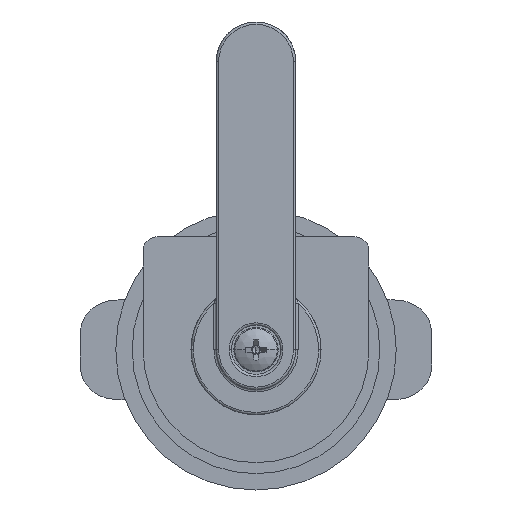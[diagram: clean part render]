
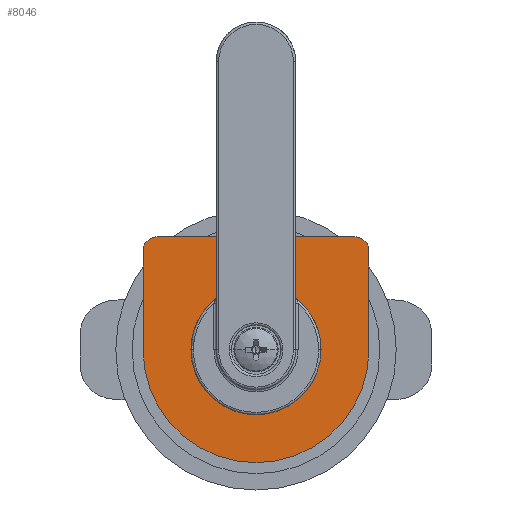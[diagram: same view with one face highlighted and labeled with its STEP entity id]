
A CAD part, front view. The second image highlights one B-rep face of the part: STEP entity #8046.
In plain terms, the highlighted face is planar.
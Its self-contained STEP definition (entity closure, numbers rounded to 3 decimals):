
#67 = DIRECTION ( 'NONE',  ( 0., 1., 0. ) ) ;
#105 = EDGE_CURVE ( 'NONE', #8616, #5032, #4260, .T. ) ;
#252 = DIRECTION ( 'NONE',  ( 1., 0., 0. ) ) ;
#253 = CARTESIAN_POINT ( 'NONE',  ( -24.15, 5.2, 21.15 ) ) ;
#317 = VERTEX_POINT ( 'NONE', #3991 ) ;
#355 = CARTESIAN_POINT ( 'NONE',  ( 0., 5.2, 0. ) ) ;
#483 = FACE_OUTER_BOUND ( 'NONE', #7216, .T. ) ;
#484 = CARTESIAN_POINT ( 'NONE',  ( 21.15, 5.2, 24.15 ) ) ;
#494 = CIRCLE ( 'NONE', #4589, 3. ) ;
#497 = AXIS2_PLACEMENT_3D ( 'NONE', #6475, #6060, #4432 ) ;
#657 = DIRECTION ( 'NONE',  ( 0., 0., 1. ) ) ;
#666 = CARTESIAN_POINT ( 'NONE',  ( 0., 5.2, -11.95 ) ) ;
#772 = CARTESIAN_POINT ( 'NONE',  ( -24.15, 5.2, 0. ) ) ;
#1096 = CIRCLE ( 'NONE', #5752, 24.15 ) ;
#1413 = EDGE_CURVE ( 'NONE', #7761, #8616, #494, .T. ) ;
#1463 = DIRECTION ( 'NONE',  ( 0., 1., 0. ) ) ;
#1527 = AXIS2_PLACEMENT_3D ( 'NONE', #355, #5928, #6647 ) ;
#1547 = EDGE_CURVE ( 'NONE', #3661, #6747, #5746, .T. ) ;
#1641 = ORIENTED_EDGE ( 'NONE', *, *, #8302, .T. ) ;
#1811 = PLANE ( 'NONE',  #497 ) ;
#1820 = ORIENTED_EDGE ( 'NONE', *, *, #7232, .T. ) ;
#1895 = CARTESIAN_POINT ( 'NONE',  ( -21.15, 5.2, 24.15 ) ) ;
#2233 = EDGE_CURVE ( 'NONE', #5032, #6685, #5614, .T. ) ;
#2388 = LINE ( 'NONE', #5183, #2820 ) ;
#2530 = DIRECTION ( 'NONE',  ( 0., 1., 0. ) ) ;
#2820 = VECTOR ( 'NONE', #3768, 1000. ) ;
#2827 = CIRCLE ( 'NONE', #6762, 24.15 ) ;
#3008 = CARTESIAN_POINT ( 'NONE',  ( -21.15, 5.2, 21.15 ) ) ;
#3026 = EDGE_LOOP ( 'NONE', ( #8304, #6433 ) ) ;
#3086 = CARTESIAN_POINT ( 'NONE',  ( 0., 5.2, -24.15 ) ) ;
#3230 = FACE_BOUND ( 'NONE', #3026, .T. ) ;
#3292 = LINE ( 'NONE', #3975, #6893 ) ;
#3416 = CIRCLE ( 'NONE', #6181, 11.95 ) ;
#3661 = VERTEX_POINT ( 'NONE', #4784 ) ;
#3742 = VERTEX_POINT ( 'NONE', #3086 ) ;
#3768 = DIRECTION ( 'NONE',  ( 0., 0., -1. ) ) ;
#3877 = DIRECTION ( 'NONE',  ( 0., 1., 0. ) ) ;
#3975 = CARTESIAN_POINT ( 'NONE',  ( -24.15, 5.2, 21.15 ) ) ;
#3991 = CARTESIAN_POINT ( 'NONE',  ( 24.15, 5.2, 0. ) ) ;
#4260 = LINE ( 'NONE', #6497, #5442 ) ;
#4389 = CARTESIAN_POINT ( 'NONE',  ( 0., 5.2, 0. ) ) ;
#4432 = DIRECTION ( 'NONE',  ( 0., 0., -1. ) ) ;
#4494 = EDGE_CURVE ( 'NONE', #3742, #7050, #1096, .T. ) ;
#4589 = AXIS2_PLACEMENT_3D ( 'NONE', #3008, #3877, #8671 ) ;
#4759 = ORIENTED_EDGE ( 'NONE', *, *, #4494, .T. ) ;
#4784 = CARTESIAN_POINT ( 'NONE',  ( 0., 5.2, 11.95 ) ) ;
#5032 = VERTEX_POINT ( 'NONE', #484 ) ;
#5183 = CARTESIAN_POINT ( 'NONE',  ( 24.15, 5.2, 0. ) ) ;
#5327 = DIRECTION ( 'NONE',  ( 0., 0., -1. ) ) ;
#5442 = VECTOR ( 'NONE', #252, 1000. ) ;
#5480 = ORIENTED_EDGE ( 'NONE', *, *, #1413, .T. ) ;
#5614 = CIRCLE ( 'NONE', #6474, 3. ) ;
#5746 = CIRCLE ( 'NONE', #1527, 11.95 ) ;
#5752 = AXIS2_PLACEMENT_3D ( 'NONE', #4389, #1463, #8415 ) ;
#5851 = DIRECTION ( 'NONE',  ( 0., 1., 0. ) ) ;
#5928 = DIRECTION ( 'NONE',  ( 0., 1., 0. ) ) ;
#6019 = CARTESIAN_POINT ( 'NONE',  ( 0., 5.2, 0. ) ) ;
#6060 = DIRECTION ( 'NONE',  ( 0., -1., 0. ) ) ;
#6075 = DIRECTION ( 'NONE',  ( 0., 0., 1. ) ) ;
#6086 = ORIENTED_EDGE ( 'NONE', *, *, #2233, .T. ) ;
#6181 = AXIS2_PLACEMENT_3D ( 'NONE', #6902, #67, #657 ) ;
#6433 = ORIENTED_EDGE ( 'NONE', *, *, #1547, .F. ) ;
#6474 = AXIS2_PLACEMENT_3D ( 'NONE', #8748, #2530, #5327 ) ;
#6475 = CARTESIAN_POINT ( 'NONE',  ( -21.15, 5.2, 21.15 ) ) ;
#6497 = CARTESIAN_POINT ( 'NONE',  ( 21.15, 5.2, 24.15 ) ) ;
#6608 = DIRECTION ( 'NONE',  ( 0., 0., -1. ) ) ;
#6647 = DIRECTION ( 'NONE',  ( 0., 0., 1. ) ) ;
#6685 = VERTEX_POINT ( 'NONE', #6862 ) ;
#6747 = VERTEX_POINT ( 'NONE', #666 ) ;
#6762 = AXIS2_PLACEMENT_3D ( 'NONE', #6019, #5851, #6608 ) ;
#6862 = CARTESIAN_POINT ( 'NONE',  ( 24.15, 5.2, 21.15 ) ) ;
#6893 = VECTOR ( 'NONE', #6075, 1000. ) ;
#6902 = CARTESIAN_POINT ( 'NONE',  ( 0., 5.2, 0. ) ) ;
#7050 = VERTEX_POINT ( 'NONE', #772 ) ;
#7159 = ORIENTED_EDGE ( 'NONE', *, *, #7773, .T. ) ;
#7216 = EDGE_LOOP ( 'NONE', ( #5480, #8400, #6086, #7159, #1641, #4759, #1820 ) ) ;
#7232 = EDGE_CURVE ( 'NONE', #7050, #7761, #3292, .T. ) ;
#7658 = EDGE_CURVE ( 'NONE', #6747, #3661, #3416, .T. ) ;
#7761 = VERTEX_POINT ( 'NONE', #253 ) ;
#7773 = EDGE_CURVE ( 'NONE', #6685, #317, #2388, .T. ) ;
#8046 = ADVANCED_FACE ( 'NONE', ( #3230, #483 ), #1811, .F. ) ;
#8302 = EDGE_CURVE ( 'NONE', #317, #3742, #2827, .T. ) ;
#8304 = ORIENTED_EDGE ( 'NONE', *, *, #7658, .F. ) ;
#8400 = ORIENTED_EDGE ( 'NONE', *, *, #105, .T. ) ;
#8415 = DIRECTION ( 'NONE',  ( 0., 0., -1. ) ) ;
#8616 = VERTEX_POINT ( 'NONE', #1895 ) ;
#8671 = DIRECTION ( 'NONE',  ( 0., 0., -1. ) ) ;
#8748 = CARTESIAN_POINT ( 'NONE',  ( 21.15, 5.2, 21.15 ) ) ;
